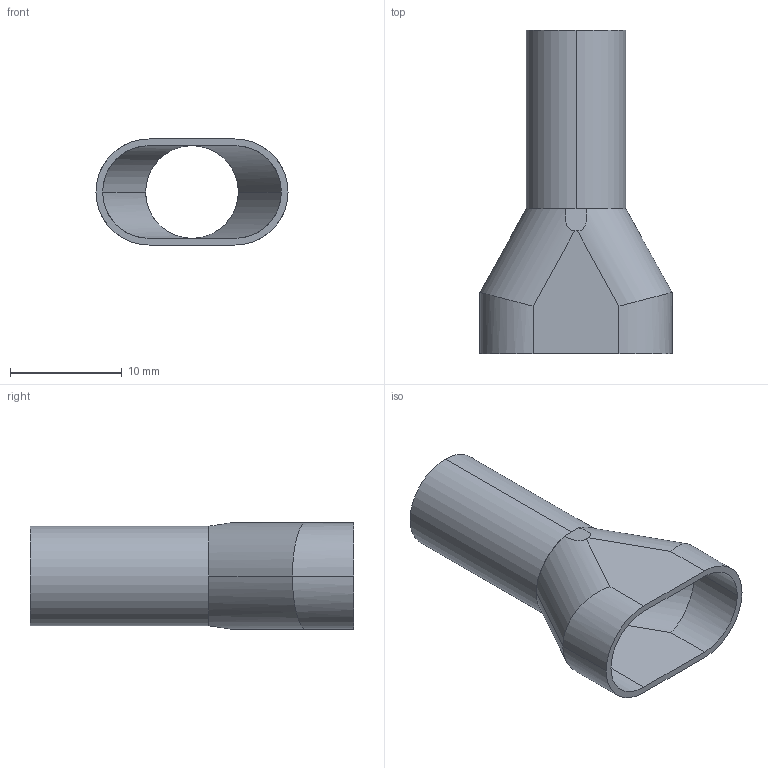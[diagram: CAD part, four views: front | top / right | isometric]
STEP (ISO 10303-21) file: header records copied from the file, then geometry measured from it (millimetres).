
FILE_DESCRIPTION (( 'STEP AP214' ), '1' );
FILE_NAME ('V30AE001143.step', '2017-09-28T13:16:24', ( '' ), ( '' ), 'SwSTEP 2.0', 'SolidWorks 2017', '' );
FILE_SCHEMA (( 'AUTOMOTIVE_DESIGN' ));
Length unit declared in the file: millimetre
Products named in the file (1): V30AE001143
Bounding box: 17.2 x 29 x 9.5 mm (x, y, z)
Volume: 431.8 mm3; surface area: 1936.8 mm2
Topology: 2 solids, 2 shells, 36 faces, 88 edges, 56 vertices
Faces by surface type: cylinder 22, plane 14
Entity records: 1416 total; most frequent: CARTESIAN_POINT 265, ORIENTED_EDGE 176, DIRECTION 152, EDGE_CURVE 88, VERTEX_POINT 56, AXIS2_PLACEMENT_3D 55, VECTOR 42, LINE 42
